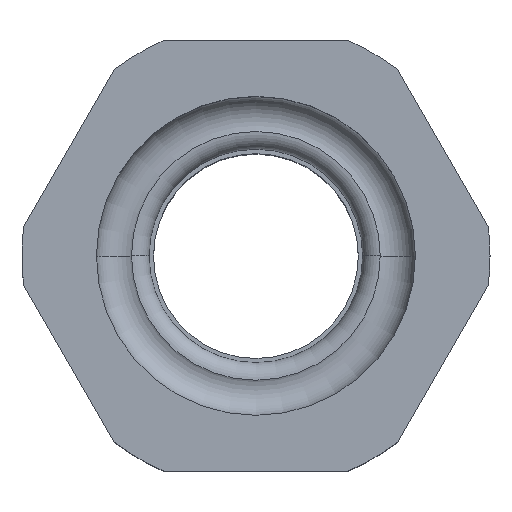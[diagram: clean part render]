
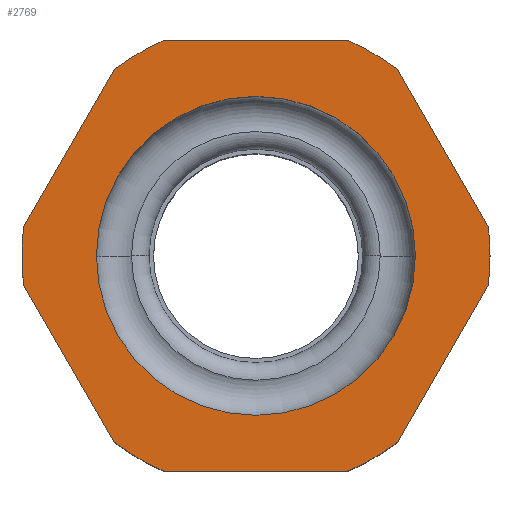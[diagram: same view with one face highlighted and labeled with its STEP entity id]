
A CAD part, top view. The second image highlights one B-rep face of the part: STEP entity #2769.
In plain terms, the highlighted planar face has unit normal (0, 0, 1).
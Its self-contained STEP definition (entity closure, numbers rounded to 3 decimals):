
#31 = AXIS2_PLACEMENT_3D ( 'NONE', #1656, #1657, #1658 ) ;
#39 = VECTOR ( 'NONE', #559, 1000. ) ;
#59 = VECTOR ( 'NONE', #544, 1000. ) ;
#67 = AXIS2_PLACEMENT_3D ( 'NONE', #580, #579, #578 ) ;
#70 = AXIS2_PLACEMENT_3D ( 'NONE', #2395, #1619, #1620 ) ;
#75 = FACE_OUTER_BOUND ( 'NONE', #907, .T. ) ;
#78 = FACE_BOUND ( 'NONE', #906, .T. ) ;
#103 = AXIS2_PLACEMENT_3D ( 'NONE', #577, #576, #575 ) ;
#116 = AXIS2_PLACEMENT_3D ( 'NONE', #586, #582, #581 ) ;
#134 = VECTOR ( 'NONE', #550, 1000. ) ;
#149 = AXIS2_PLACEMENT_3D ( 'NONE', #574, #573, #572 ) ;
#155 = AXIS2_PLACEMENT_3D ( 'NONE', #2509, #2508, #2507 ) ;
#164 = VECTOR ( 'NONE', #535, 1000. ) ;
#173 = VECTOR ( 'NONE', #523, 1000. ) ;
#188 = AXIS2_PLACEMENT_3D ( 'NONE', #568, #567, #566 ) ;
#234 = VECTOR ( 'NONE', #526, 1000. ) ;
#266 = AXIS2_PLACEMENT_3D ( 'NONE', #571, #570, #569 ) ;
#294 = AXIS2_PLACEMENT_3D ( 'NONE', #565, #564, #563 ) ;
#429 = EDGE_CURVE ( 'NONE', #1458, #814, #1006, .T. ) ;
#430 = EDGE_CURVE ( 'NONE', #812, #813, #1005, .T. ) ;
#431 = EDGE_CURVE ( 'NONE', #810, #811, #1004, .T. ) ;
#432 = EDGE_CURVE ( 'NONE', #808, #809, #1003, .T. ) ;
#433 = EDGE_CURVE ( 'NONE', #806, #807, #1002, .T. ) ;
#434 = EDGE_CURVE ( 'NONE', #815, #805, #1001, .T. ) ;
#435 = EDGE_CURVE ( 'NONE', #1449, #1448, #1000, .T. ) ;
#436 = EDGE_CURVE ( 'NONE', #814, #815, #561, .T. ) ;
#439 = EDGE_CURVE ( 'NONE', #813, #1459, #552, .T. ) ;
#441 = EDGE_CURVE ( 'NONE', #811, #812, #546, .T. ) ;
#444 = EDGE_CURVE ( 'NONE', #809, #810, #537, .T. ) ;
#447 = EDGE_CURVE ( 'NONE', #807, #808, #528, .T. ) ;
#448 = EDGE_CURVE ( 'NONE', #805, #806, #525, .T. ) ;
#471 = CARTESIAN_POINT ( 'NONE',  ( 9.674, 12.744, 33. ) ) ;
#472 = CARTESIAN_POINT ( 'NONE',  ( 15.874, 2.006, 33. ) ) ;
#473 = CARTESIAN_POINT ( 'NONE',  ( 9.674, -12.744, 33. ) ) ;
#474 = CARTESIAN_POINT ( 'NONE',  ( 6.2, -14.75, 33. ) ) ;
#475 = CARTESIAN_POINT ( 'NONE',  ( -6.2, -14.75, 33. ) ) ;
#476 = CARTESIAN_POINT ( 'NONE',  ( -9.674, -12.744, 33. ) ) ;
#477 = CARTESIAN_POINT ( 'NONE',  ( -15.874, -2.006, 33. ) ) ;
#478 = CARTESIAN_POINT ( 'NONE',  ( -15.874, 2.006, 33. ) ) ;
#479 = CARTESIAN_POINT ( 'NONE',  ( -9.674, 12.744, 33. ) ) ;
#480 = CARTESIAN_POINT ( 'NONE',  ( -6.2, 14.75, 33. ) ) ;
#481 = CARTESIAN_POINT ( 'NONE',  ( 6.2, 14.75, 33. ) ) ;
#523 = DIRECTION ( 'NONE',  ( -1., 0., 0. ) ) ;
#524 = CARTESIAN_POINT ( 'NONE',  ( 8.516, 14.75, 33. ) ) ;
#525 = LINE ( 'NONE', #524, #173 ) ;
#526 = DIRECTION ( 'NONE',  ( -0.5, -0.866, 0. ) ) ;
#527 = CARTESIAN_POINT ( 'NONE',  ( -8.516, 14.75, 33. ) ) ;
#528 = LINE ( 'NONE', #527, #234 ) ;
#535 = DIRECTION ( 'NONE',  ( 0.5, -0.866, 0. ) ) ;
#536 = CARTESIAN_POINT ( 'NONE',  ( -17.032, 0., 33. ) ) ;
#537 = LINE ( 'NONE', #536, #164 ) ;
#544 = DIRECTION ( 'NONE',  ( 1., 0., 0. ) ) ;
#545 = CARTESIAN_POINT ( 'NONE',  ( -8.516, -14.75, 33. ) ) ;
#546 = LINE ( 'NONE', #545, #59 ) ;
#550 = DIRECTION ( 'NONE',  ( 0.5, 0.866, 0. ) ) ;
#551 = CARTESIAN_POINT ( 'NONE',  ( 8.516, -14.75, 33. ) ) ;
#552 = LINE ( 'NONE', #551, #134 ) ;
#559 = DIRECTION ( 'NONE',  ( -0.5, 0.866, 0. ) ) ;
#560 = CARTESIAN_POINT ( 'NONE',  ( 17.032, 0., 33. ) ) ;
#561 = LINE ( 'NONE', #560, #39 ) ;
#563 = DIRECTION ( 'NONE',  ( 1., 0., 0. ) ) ;
#564 = DIRECTION ( 'NONE',  ( 0., 0., 1. ) ) ;
#565 = CARTESIAN_POINT ( 'NONE',  ( 0., 0., 33. ) ) ;
#566 = DIRECTION ( 'NONE',  ( 1., 0., 0. ) ) ;
#567 = DIRECTION ( 'NONE',  ( 0., 0., 1. ) ) ;
#568 = CARTESIAN_POINT ( 'NONE',  ( 0., 0., 33. ) ) ;
#569 = DIRECTION ( 'NONE',  ( 1., 0., 0. ) ) ;
#570 = DIRECTION ( 'NONE',  ( 0., 0., 1. ) ) ;
#571 = CARTESIAN_POINT ( 'NONE',  ( 0., 0., 33. ) ) ;
#572 = DIRECTION ( 'NONE',  ( 1., 0., 0. ) ) ;
#573 = DIRECTION ( 'NONE',  ( 0., 0., 1. ) ) ;
#574 = CARTESIAN_POINT ( 'NONE',  ( 0., 0., 33. ) ) ;
#575 = DIRECTION ( 'NONE',  ( 1., 0., 0. ) ) ;
#576 = DIRECTION ( 'NONE',  ( 0., 0., 1. ) ) ;
#577 = CARTESIAN_POINT ( 'NONE',  ( 0., 0., 33. ) ) ;
#578 = DIRECTION ( 'NONE',  ( 1., 0., 0. ) ) ;
#579 = DIRECTION ( 'NONE',  ( 0., 0., 1. ) ) ;
#580 = CARTESIAN_POINT ( 'NONE',  ( 0., 0., 33. ) ) ;
#581 = DIRECTION ( 'NONE',  ( 1., 0., 0. ) ) ;
#582 = DIRECTION ( 'NONE',  ( 0., 0., 1. ) ) ;
#586 = CARTESIAN_POINT ( 'NONE',  ( 0., 0., 33. ) ) ;
#805 = VERTEX_POINT ( 'NONE', #481 ) ;
#806 = VERTEX_POINT ( 'NONE', #480 ) ;
#807 = VERTEX_POINT ( 'NONE', #479 ) ;
#808 = VERTEX_POINT ( 'NONE', #478 ) ;
#809 = VERTEX_POINT ( 'NONE', #477 ) ;
#810 = VERTEX_POINT ( 'NONE', #476 ) ;
#811 = VERTEX_POINT ( 'NONE', #475 ) ;
#812 = VERTEX_POINT ( 'NONE', #474 ) ;
#813 = VERTEX_POINT ( 'NONE', #473 ) ;
#814 = VERTEX_POINT ( 'NONE', #472 ) ;
#815 = VERTEX_POINT ( 'NONE', #471 ) ;
#906 = EDGE_LOOP ( 'NONE', ( #1421, #1417 ) ) ;
#907 = EDGE_LOOP ( 'NONE', ( #1419, #1416, #1418, #1415, #1414, #1413, #1412, #1411, #1410, #1409, #1407, #1406, #1408 ) ) ;
#1000 = CIRCLE ( 'NONE', #294, 10.9 ) ;
#1001 = CIRCLE ( 'NONE', #188, 16. ) ;
#1002 = CIRCLE ( 'NONE', #266, 16. ) ;
#1003 = CIRCLE ( 'NONE', #149, 16. ) ;
#1004 = CIRCLE ( 'NONE', #103, 16. ) ;
#1005 = CIRCLE ( 'NONE', #67, 16. ) ;
#1006 = CIRCLE ( 'NONE', #116, 16. ) ;
#1406 = ORIENTED_EDGE ( 'NONE', *, *, #2781, .T. ) ;
#1407 = ORIENTED_EDGE ( 'NONE', *, *, #439, .T. ) ;
#1408 = ORIENTED_EDGE ( 'NONE', *, *, #429, .T. ) ;
#1409 = ORIENTED_EDGE ( 'NONE', *, *, #430, .T. ) ;
#1410 = ORIENTED_EDGE ( 'NONE', *, *, #441, .T. ) ;
#1411 = ORIENTED_EDGE ( 'NONE', *, *, #431, .T. ) ;
#1412 = ORIENTED_EDGE ( 'NONE', *, *, #444, .T. ) ;
#1413 = ORIENTED_EDGE ( 'NONE', *, *, #432, .T. ) ;
#1414 = ORIENTED_EDGE ( 'NONE', *, *, #447, .T. ) ;
#1415 = ORIENTED_EDGE ( 'NONE', *, *, #433, .T. ) ;
#1416 = ORIENTED_EDGE ( 'NONE', *, *, #434, .T. ) ;
#1417 = ORIENTED_EDGE ( 'NONE', *, *, #2741, .F. ) ;
#1418 = ORIENTED_EDGE ( 'NONE', *, *, #448, .T. ) ;
#1419 = ORIENTED_EDGE ( 'NONE', *, *, #436, .T. ) ;
#1421 = ORIENTED_EDGE ( 'NONE', *, *, #435, .F. ) ;
#1448 = VERTEX_POINT ( 'NONE', #2296 ) ;
#1449 = VERTEX_POINT ( 'NONE', #2295 ) ;
#1458 = VERTEX_POINT ( 'NONE', #2286 ) ;
#1459 = VERTEX_POINT ( 'NONE', #2285 ) ;
#1619 = DIRECTION ( 'NONE',  ( 0., 0., 1. ) ) ;
#1620 = DIRECTION ( 'NONE',  ( 1., 0., 0. ) ) ;
#1656 = CARTESIAN_POINT ( 'NONE',  ( 0., 0., 33. ) ) ;
#1657 = DIRECTION ( 'NONE',  ( 0., 0., 1. ) ) ;
#1658 = DIRECTION ( 'NONE',  ( 1., 0., 0. ) ) ;
#2038 = CIRCLE ( 'NONE', #31, 16. ) ;
#2057 = CIRCLE ( 'NONE', #155, 10.9 ) ;
#2285 = CARTESIAN_POINT ( 'NONE',  ( 15.874, -2.006, 33. ) ) ;
#2286 = CARTESIAN_POINT ( 'NONE',  ( 16., 0., 33. ) ) ;
#2295 = CARTESIAN_POINT ( 'NONE',  ( 10.9, 0., 33. ) ) ;
#2296 = CARTESIAN_POINT ( 'NONE',  ( -10.9, 0., 33. ) ) ;
#2395 = CARTESIAN_POINT ( 'NONE',  ( 0., 0., 33. ) ) ;
#2396 = PLANE ( 'NONE',  #70 ) ;
#2507 = DIRECTION ( 'NONE',  ( 1., 0., 0. ) ) ;
#2508 = DIRECTION ( 'NONE',  ( 0., 0., 1. ) ) ;
#2509 = CARTESIAN_POINT ( 'NONE',  ( 0., 0., 33. ) ) ;
#2741 = EDGE_CURVE ( 'NONE', #1448, #1449, #2057, .T. ) ;
#2769 = ADVANCED_FACE ( 'NONE', ( #78, #75 ), #2396, .T. ) ;
#2781 = EDGE_CURVE ( 'NONE', #1459, #1458, #2038, .T. ) ;
